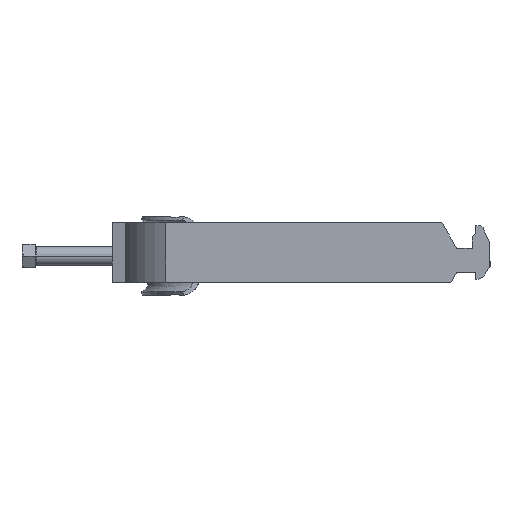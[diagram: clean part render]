
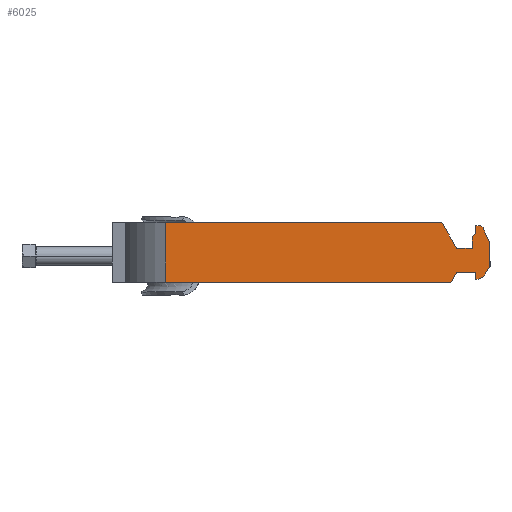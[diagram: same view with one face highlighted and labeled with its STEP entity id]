
A CAD part, left-side view. The second image highlights one B-rep face of the part: STEP entity #6025.
In plain terms, the highlighted planar face has unit normal (-1, 0, 0).
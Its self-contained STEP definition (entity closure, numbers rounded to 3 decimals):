
#87 = CARTESIAN_POINT ( 'NONE',  ( -32., -192., 12.5 ) ) ;
#138 = VECTOR ( 'NONE', #12960, 1000. ) ;
#384 = CARTESIAN_POINT ( 'NONE',  ( -32., -153., -11.25 ) ) ;
#450 = CARTESIAN_POINT ( 'NONE',  ( -32., -152.095, -10.539 ) ) ;
#498 = LINE ( 'NONE', #12343, #10143 ) ;
#526 = VECTOR ( 'NONE', #7496, 1000. ) ;
#541 = VERTEX_POINT ( 'NONE', #8369 ) ;
#627 = DIRECTION ( 'NONE',  ( 0., 0.574, -0.819 ) ) ;
#692 = CARTESIAN_POINT ( 'NONE',  ( -32., -178.584, 21.894 ) ) ;
#860 = ORIENTED_EDGE ( 'NONE', *, *, #2348, .T. ) ;
#870 = DIRECTION ( 'NONE',  ( 0., 1., 0. ) ) ;
#907 = VERTEX_POINT ( 'NONE', #7086 ) ;
#952 = CARTESIAN_POINT ( 'NONE',  ( -32., -161.208, -1.209 ) ) ;
#992 = EDGE_CURVE ( 'NONE', #4133, #10436, #498, .T. ) ;
#1004 = CARTESIAN_POINT ( 'NONE',  ( -32., -138.793, 12.5 ) ) ;
#1060 = CARTESIAN_POINT ( 'NONE',  ( -32., -194.538, 6.799 ) ) ;
#1216 = EDGE_CURVE ( 'NONE', #10574, #7021, #1400, .T. ) ;
#1297 = EDGE_CURVE ( 'NONE', #8668, #13025, #4655, .T. ) ;
#1381 = VECTOR ( 'NONE', #627, 1000. ) ;
#1400 = LINE ( 'NONE', #5585, #1589 ) ;
#1426 = VECTOR ( 'NONE', #4038, 1000. ) ;
#1468 = VERTEX_POINT ( 'NONE', #1004 ) ;
#1555 = EDGE_CURVE ( 'NONE', #1468, #12096, #3436, .T. ) ;
#1589 = VECTOR ( 'NONE', #2650, 1000. ) ;
#1655 = ORIENTED_EDGE ( 'NONE', *, *, #2965, .F. ) ;
#1810 = EDGE_CURVE ( 'NONE', #12096, #10574, #7771, .T. ) ;
#1924 = LINE ( 'NONE', #10047, #1964 ) ;
#1964 = VECTOR ( 'NONE', #870, 1000. ) ;
#2131 = EDGE_CURVE ( 'NONE', #8984, #8668, #9624, .T. ) ;
#2301 = CARTESIAN_POINT ( 'NONE',  ( -32., -155., 11.25 ) ) ;
#2348 = EDGE_CURVE ( 'NONE', #1468, #10436, #4694, .T. ) ;
#2421 = DIRECTION ( 'NONE',  ( 0., -1., 0. ) ) ;
#2625 = CARTESIAN_POINT ( 'NONE',  ( -32., -192., 12.5 ) ) ;
#2650 = DIRECTION ( 'NONE',  ( 0., 0., 1. ) ) ;
#2656 = ORIENTED_EDGE ( 'NONE', *, *, #2936, .F. ) ;
#2742 = ORIENTED_EDGE ( 'NONE', *, *, #11163, .F. ) ;
#2893 = CARTESIAN_POINT ( 'NONE',  ( -32., -151.5, 1.75 ) ) ;
#2936 = EDGE_CURVE ( 'NONE', #907, #6266, #5116, .T. ) ;
#2965 = EDGE_CURVE ( 'NONE', #541, #4037, #7165, .T. ) ;
#3112 = CARTESIAN_POINT ( 'NONE',  ( -32., -192., -8.25 ) ) ;
#3135 = CARTESIAN_POINT ( 'NONE',  ( -32., -153., 8.25 ) ) ;
#3175 = EDGE_CURVE ( 'NONE', #7021, #4961, #6093, .T. ) ;
#3199 = DIRECTION ( 'NONE',  ( 1., 0., 0. ) ) ;
#3200 = CARTESIAN_POINT ( 'NONE',  ( -32., -153., 12.5 ) ) ;
#3217 = LINE ( 'NONE', #8149, #3459 ) ;
#3270 = DIRECTION ( 'NONE',  ( 0., 1., 0. ) ) ;
#3278 = CARTESIAN_POINT ( 'NONE',  ( -32., -167.827, 29.426 ) ) ;
#3425 = ORIENTED_EDGE ( 'NONE', *, *, #1216, .F. ) ;
#3436 = LINE ( 'NONE', #450, #526 ) ;
#3459 = VECTOR ( 'NONE', #8020, 1000. ) ;
#3471 = CARTESIAN_POINT ( 'NONE',  ( -32., -22.443, -12.5 ) ) ;
#3533 = VECTOR ( 'NONE', #5695, 1000. ) ;
#3786 = ORIENTED_EDGE ( 'NONE', *, *, #1810, .F. ) ;
#3814 = EDGE_CURVE ( 'NONE', #4090, #4133, #11388, .T. ) ;
#3996 = EDGE_CURVE ( 'NONE', #6109, #907, #9808, .T. ) ;
#4032 = ORIENTED_EDGE ( 'NONE', *, *, #4924, .F. ) ;
#4037 = VERTEX_POINT ( 'NONE', #6811 ) ;
#4038 = DIRECTION ( 'NONE',  ( 0., 0.914, -0.407 ) ) ;
#4090 = VERTEX_POINT ( 'NONE', #10275 ) ;
#4130 = LINE ( 'NONE', #952, #11177 ) ;
#4133 = VERTEX_POINT ( 'NONE', #3471 ) ;
#4243 = LINE ( 'NONE', #7291, #6169 ) ;
#4316 = ORIENTED_EDGE ( 'NONE', *, *, #2131, .F. ) ;
#4364 = ORIENTED_EDGE ( 'NONE', *, *, #7421, .F. ) ;
#4399 = CARTESIAN_POINT ( 'NONE',  ( -32., -176.097, -6.452 ) ) ;
#4530 = VECTOR ( 'NONE', #10451, 1000. ) ;
#4560 = DIRECTION ( 'NONE',  ( 0., 0., 1. ) ) ;
#4655 = LINE ( 'NONE', #4399, #7101 ) ;
#4694 = LINE ( 'NONE', #2625, #3533 ) ;
#4924 = EDGE_CURVE ( 'NONE', #13025, #9456, #4130, .T. ) ;
#4961 = VERTEX_POINT ( 'NONE', #3135 ) ;
#5052 = DIRECTION ( 'NONE',  ( 0., 0., -1. ) ) ;
#5116 = LINE ( 'NONE', #1060, #1426 ) ;
#5213 = VECTOR ( 'NONE', #3270, 1000. ) ;
#5282 = ORIENTED_EDGE ( 'NONE', *, *, #3996, .F. ) ;
#5328 = CARTESIAN_POINT ( 'NONE',  ( -32., -159., -6.075 ) ) ;
#5585 = CARTESIAN_POINT ( 'NONE',  ( -32., -151.5, 12.5 ) ) ;
#5695 = DIRECTION ( 'NONE',  ( 0., 1., 0. ) ) ;
#6025 = ADVANCED_FACE ( 'NONE', ( #12322 ), #6258, .F. ) ;
#6093 = LINE ( 'NONE', #3278, #9293 ) ;
#6109 = VERTEX_POINT ( 'NONE', #5328 ) ;
#6169 = VECTOR ( 'NONE', #5052, 1000. ) ;
#6258 = PLANE ( 'NONE',  #6490 ) ;
#6266 = VERTEX_POINT ( 'NONE', #11554 ) ;
#6296 = VECTOR ( 'NONE', #2421, 1000. ) ;
#6383 = CARTESIAN_POINT ( 'NONE',  ( -32., -145., 1.75 ) ) ;
#6490 = AXIS2_PLACEMENT_3D ( 'NONE', #87, #3199, #6994 ) ;
#6811 = CARTESIAN_POINT ( 'NONE',  ( -32., -145., -8.25 ) ) ;
#6994 = DIRECTION ( 'NONE',  ( 0., 1., 0. ) ) ;
#7021 = VERTEX_POINT ( 'NONE', #12799 ) ;
#7086 = CARTESIAN_POINT ( 'NONE',  ( -32., -156., -10.36 ) ) ;
#7101 = VECTOR ( 'NONE', #8441, 1000. ) ;
#7165 = LINE ( 'NONE', #3112, #12680 ) ;
#7291 = CARTESIAN_POINT ( 'NONE',  ( -32., -159., 12.5 ) ) ;
#7400 = DIRECTION ( 'NONE',  ( 0., -0.574, 0.819 ) ) ;
#7421 = EDGE_CURVE ( 'NONE', #6266, #7525, #1924, .T. ) ;
#7496 = DIRECTION ( 'NONE',  ( 0., -0.5, -0.866 ) ) ;
#7525 = VERTEX_POINT ( 'NONE', #384 ) ;
#7598 = ORIENTED_EDGE ( 'NONE', *, *, #3175, .F. ) ;
#7771 = LINE ( 'NONE', #11835, #138 ) ;
#7902 = ORIENTED_EDGE ( 'NONE', *, *, #1297, .F. ) ;
#8020 = DIRECTION ( 'NONE',  ( 0., 0.5, -0.866 ) ) ;
#8149 = CARTESIAN_POINT ( 'NONE',  ( -32., -165.735, 27.664 ) ) ;
#8175 = CARTESIAN_POINT ( 'NONE',  ( -32., -156.055, 10.365 ) ) ;
#8244 = EDGE_CURVE ( 'NONE', #7525, #541, #10577, .T. ) ;
#8344 = EDGE_LOOP ( 'NONE', ( #10031, #1655, #13157, #4364, #2656, #5282, #9216, #4032, #7902, #4316, #2742, #7598, #3425, #3786, #8763, #860, #10432, #10903 ) ) ;
#8369 = CARTESIAN_POINT ( 'NONE',  ( -32., -153., -8.25 ) ) ;
#8441 = DIRECTION ( 'NONE',  ( 0., -0.766, -0.643 ) ) ;
#8668 = VERTEX_POINT ( 'NONE', #2301 ) ;
#8763 = ORIENTED_EDGE ( 'NONE', *, *, #1555, .F. ) ;
#8984 = VERTEX_POINT ( 'NONE', #9089 ) ;
#9089 = CARTESIAN_POINT ( 'NONE',  ( -32., -153., 11.25 ) ) ;
#9216 = ORIENTED_EDGE ( 'NONE', *, *, #9801, .F. ) ;
#9293 = VECTOR ( 'NONE', #7400, 1000. ) ;
#9377 = DIRECTION ( 'NONE',  ( 0., 0., 1. ) ) ;
#9456 = VERTEX_POINT ( 'NONE', #11910 ) ;
#9624 = LINE ( 'NONE', #11486, #6296 ) ;
#9801 = EDGE_CURVE ( 'NONE', #9456, #6109, #4243, .T. ) ;
#9808 = LINE ( 'NONE', #692, #1381 ) ;
#10031 = ORIENTED_EDGE ( 'NONE', *, *, #10718, .F. ) ;
#10047 = CARTESIAN_POINT ( 'NONE',  ( -32., -192., -11.25 ) ) ;
#10125 = DIRECTION ( 'NONE',  ( 0., -0.407, -0.914 ) ) ;
#10143 = VECTOR ( 'NONE', #4560, 1000. ) ;
#10275 = CARTESIAN_POINT ( 'NONE',  ( -32., -142.546, -12.5 ) ) ;
#10432 = ORIENTED_EDGE ( 'NONE', *, *, #992, .F. ) ;
#10436 = VERTEX_POINT ( 'NONE', #12168 ) ;
#10451 = DIRECTION ( 'NONE',  ( 0., 0., 1. ) ) ;
#10510 = CARTESIAN_POINT ( 'NONE',  ( -32., -153., 12.5 ) ) ;
#10574 = VERTEX_POINT ( 'NONE', #2893 ) ;
#10577 = LINE ( 'NONE', #10510, #11252 ) ;
#10718 = EDGE_CURVE ( 'NONE', #4037, #4090, #3217, .T. ) ;
#10903 = ORIENTED_EDGE ( 'NONE', *, *, #3814, .F. ) ;
#11107 = DIRECTION ( 'NONE',  ( 0., 1., 0. ) ) ;
#11163 = EDGE_CURVE ( 'NONE', #4961, #8984, #11445, .T. ) ;
#11177 = VECTOR ( 'NONE', #10125, 1000. ) ;
#11252 = VECTOR ( 'NONE', #9377, 1000. ) ;
#11388 = LINE ( 'NONE', #12384, #5213 ) ;
#11445 = LINE ( 'NONE', #3200, #4530 ) ;
#11486 = CARTESIAN_POINT ( 'NONE',  ( -32., -192., 11.25 ) ) ;
#11554 = CARTESIAN_POINT ( 'NONE',  ( -32., -154., -11.25 ) ) ;
#11835 = CARTESIAN_POINT ( 'NONE',  ( -32., -192., 1.75 ) ) ;
#11910 = CARTESIAN_POINT ( 'NONE',  ( -32., -159., 3.75 ) ) ;
#12096 = VERTEX_POINT ( 'NONE', #6383 ) ;
#12168 = CARTESIAN_POINT ( 'NONE',  ( -32., -22.443, 12.5 ) ) ;
#12322 = FACE_OUTER_BOUND ( 'NONE', #8344, .T. ) ;
#12343 = CARTESIAN_POINT ( 'NONE',  ( -32., -22.443, 12.5 ) ) ;
#12384 = CARTESIAN_POINT ( 'NONE',  ( -32., -192., -12.5 ) ) ;
#12680 = VECTOR ( 'NONE', #11107, 1000. ) ;
#12799 = CARTESIAN_POINT ( 'NONE',  ( -32., -151.5, 6.108 ) ) ;
#12960 = DIRECTION ( 'NONE',  ( 0., -1., 0. ) ) ;
#13025 = VERTEX_POINT ( 'NONE', #8175 ) ;
#13157 = ORIENTED_EDGE ( 'NONE', *, *, #8244, .F. ) ;
